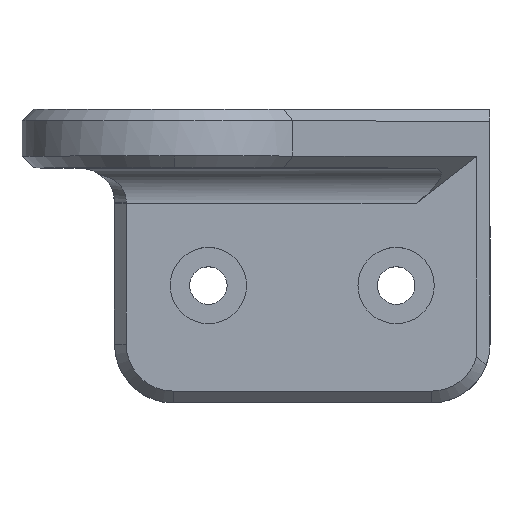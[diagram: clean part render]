
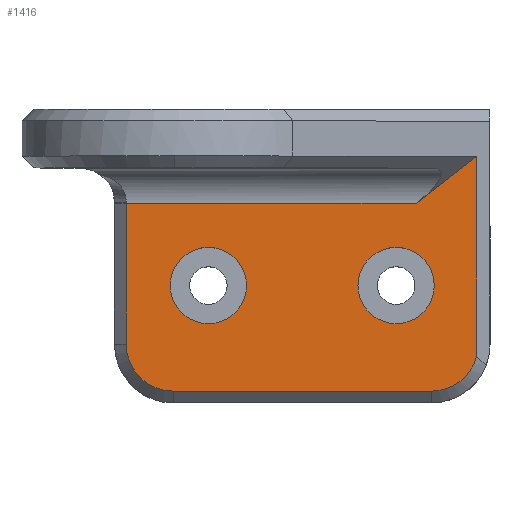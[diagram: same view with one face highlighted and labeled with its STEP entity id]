
A CAD part, top view. The second image highlights one B-rep face of the part: STEP entity #1416.
In plain terms, the highlighted planar face has unit normal (0, 0, 1).
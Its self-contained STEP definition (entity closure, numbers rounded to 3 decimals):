
#7 = DIRECTION ( 'NONE',  ( -0.79, -0.613, 0. ) ) ;
#37 = CARTESIAN_POINT ( 'NONE',  ( -16., 5.5, 6.4 ) ) ;
#41 = ORIENTED_EDGE ( 'NONE', *, *, #1285, .F. ) ;
#65 = CARTESIAN_POINT ( 'NONE',  ( -8., -1.5, 6.4 ) ) ;
#66 = VERTEX_POINT ( 'NONE', #1504 ) ;
#83 = CIRCLE ( 'NONE', #1194, 3.25 ) ;
#103 = CARTESIAN_POINT ( 'NONE',  ( 8., -1.5, 6.4 ) ) ;
#104 = ORIENTED_EDGE ( 'NONE', *, *, #1261, .T. ) ;
#120 = EDGE_CURVE ( 'NONE', #417, #1309, #852, .T. ) ;
#138 = ORIENTED_EDGE ( 'NONE', *, *, #165, .F. ) ;
#139 = DIRECTION ( 'NONE',  ( 0., 0., 1. ) ) ;
#145 = VERTEX_POINT ( 'NONE', #1306 ) ;
#157 = DIRECTION ( 'NONE',  ( 0., -1., 0. ) ) ;
#163 = ORIENTED_EDGE ( 'NONE', *, *, #582, .T. ) ;
#165 = EDGE_CURVE ( 'NONE', #648, #989, #614, .T. ) ;
#180 = EDGE_CURVE ( 'NONE', #66, #989, #998, .T. ) ;
#187 = EDGE_CURVE ( 'NONE', #145, #417, #958, .T. ) ;
#188 = CARTESIAN_POINT ( 'NONE',  ( -11., -6.5, 6.4 ) ) ;
#209 = DIRECTION ( 'NONE',  ( 1., 0., 0. ) ) ;
#211 = VECTOR ( 'NONE', #729, 1000. ) ;
#215 = CARTESIAN_POINT ( 'NONE',  ( -4.75, -1.5, 6.4 ) ) ;
#233 = CARTESIAN_POINT ( 'NONE',  ( 4.75, -1.5, 6.4 ) ) ;
#242 = CARTESIAN_POINT ( 'NONE',  ( 0., 0., 6.4 ) ) ;
#266 = DIRECTION ( 'NONE',  ( 0., 0., 1. ) ) ;
#274 = DIRECTION ( 'NONE',  ( 0., -1., 0. ) ) ;
#303 = ORIENTED_EDGE ( 'NONE', *, *, #120, .T. ) ;
#307 = CARTESIAN_POINT ( 'NONE',  ( 8., -1.5, 6.4 ) ) ;
#326 = VECTOR ( 'NONE', #274, 1000. ) ;
#328 = VECTOR ( 'NONE', #703, 1000. ) ;
#356 = CARTESIAN_POINT ( 'NONE',  ( -15., -6.5, 6.4 ) ) ;
#369 = CARTESIAN_POINT ( 'NONE',  ( 11., -10.5, 6.4 ) ) ;
#413 = EDGE_LOOP ( 'NONE', ( #572, #836 ) ) ;
#417 = VERTEX_POINT ( 'NONE', #356 ) ;
#432 = FACE_OUTER_BOUND ( 'NONE', #1332, .T. ) ;
#437 = DIRECTION ( 'NONE',  ( 0., 0., 1. ) ) ;
#456 = DIRECTION ( 'NONE',  ( 1., 0., 0. ) ) ;
#461 = LINE ( 'NONE', #369, #328 ) ;
#487 = CARTESIAN_POINT ( 'NONE',  ( 14.863, -7.538, 6.4 ) ) ;
#502 = CIRCLE ( 'NONE', #1002, 3.25 ) ;
#509 = DIRECTION ( 'NONE',  ( -1., 0., 0. ) ) ;
#547 = AXIS2_PLACEMENT_3D ( 'NONE', #1156, #139, #710 ) ;
#562 = EDGE_CURVE ( 'NONE', #702, #1490, #83, .T. ) ;
#567 = DIRECTION ( 'NONE',  ( -1., 0., 0. ) ) ;
#572 = ORIENTED_EDGE ( 'NONE', *, *, #1468, .F. ) ;
#582 = EDGE_CURVE ( 'NONE', #1309, #66, #461, .T. ) ;
#589 = EDGE_CURVE ( 'NONE', #648, #1516, #921, .T. ) ;
#614 = LINE ( 'NONE', #1083, #326 ) ;
#640 = CIRCLE ( 'NONE', #1327, 3.25 ) ;
#648 = VERTEX_POINT ( 'NONE', #802 ) ;
#657 = ORIENTED_EDGE ( 'NONE', *, *, #180, .T. ) ;
#662 = FACE_BOUND ( 'NONE', #413, .T. ) ;
#687 = ORIENTED_EDGE ( 'NONE', *, *, #589, .T. ) ;
#702 = VERTEX_POINT ( 'NONE', #233 ) ;
#703 = DIRECTION ( 'NONE',  ( 1., 0., 0. ) ) ;
#706 = EDGE_CURVE ( 'NONE', #972, #953, #1075, .T. ) ;
#710 = DIRECTION ( 'NONE',  ( 1., 0., 0. ) ) ;
#720 = DIRECTION ( 'NONE',  ( -1., 0., 0. ) ) ;
#726 = CARTESIAN_POINT ( 'NONE',  ( 11.25, -1.5, 6.4 ) ) ;
#728 = CARTESIAN_POINT ( 'NONE',  ( 11., -6.5, 6.4 ) ) ;
#729 = DIRECTION ( 'NONE',  ( -1., 0., 0. ) ) ;
#802 = CARTESIAN_POINT ( 'NONE',  ( 14.863, 9.5, 6.4 ) ) ;
#836 = ORIENTED_EDGE ( 'NONE', *, *, #562, .F. ) ;
#852 = CIRCLE ( 'NONE', #1047, 4. ) ;
#856 = CARTESIAN_POINT ( 'NONE',  ( 9.71, 5.5, 6.4 ) ) ;
#921 = LINE ( 'NONE', #930, #1216 ) ;
#930 = CARTESIAN_POINT ( 'NONE',  ( 0.987, -1.271, 6.4 ) ) ;
#931 = AXIS2_PLACEMENT_3D ( 'NONE', #242, #1033, #567 ) ;
#953 = VERTEX_POINT ( 'NONE', #215 ) ;
#958 = LINE ( 'NONE', #1200, #1499 ) ;
#972 = VERTEX_POINT ( 'NONE', #1495 ) ;
#989 = VERTEX_POINT ( 'NONE', #487 ) ;
#993 = DIRECTION ( 'NONE',  ( 0., 0., 1. ) ) ;
#998 = CIRCLE ( 'NONE', #1295, 4. ) ;
#1002 = AXIS2_PLACEMENT_3D ( 'NONE', #65, #993, #1231 ) ;
#1010 = CARTESIAN_POINT ( 'NONE',  ( -11., -10.5, 6.4 ) ) ;
#1033 = DIRECTION ( 'NONE',  ( 0., 0., -1. ) ) ;
#1047 = AXIS2_PLACEMENT_3D ( 'NONE', #188, #266, #720 ) ;
#1072 = DIRECTION ( 'NONE',  ( 0., 0., 1. ) ) ;
#1073 = LINE ( 'NONE', #37, #211 ) ;
#1075 = CIRCLE ( 'NONE', #547, 3.25 ) ;
#1076 = ORIENTED_EDGE ( 'NONE', *, *, #187, .T. ) ;
#1083 = CARTESIAN_POINT ( 'NONE',  ( 14.863, 0., 6.4 ) ) ;
#1134 = PLANE ( 'NONE',  #931 ) ;
#1156 = CARTESIAN_POINT ( 'NONE',  ( -8., -1.5, 6.4 ) ) ;
#1173 = ORIENTED_EDGE ( 'NONE', *, *, #706, .F. ) ;
#1194 = AXIS2_PLACEMENT_3D ( 'NONE', #307, #437, #209 ) ;
#1200 = CARTESIAN_POINT ( 'NONE',  ( -15., 0., 6.4 ) ) ;
#1216 = VECTOR ( 'NONE', #7, 1000. ) ;
#1231 = DIRECTION ( 'NONE',  ( 1., 0., 0. ) ) ;
#1239 = FACE_BOUND ( 'NONE', #1444, .T. ) ;
#1261 = EDGE_CURVE ( 'NONE', #1516, #145, #1073, .T. ) ;
#1285 = EDGE_CURVE ( 'NONE', #953, #972, #502, .T. ) ;
#1295 = AXIS2_PLACEMENT_3D ( 'NONE', #728, #1072, #509 ) ;
#1306 = CARTESIAN_POINT ( 'NONE',  ( -15., 5.5, 6.4 ) ) ;
#1309 = VERTEX_POINT ( 'NONE', #1010 ) ;
#1327 = AXIS2_PLACEMENT_3D ( 'NONE', #103, #1378, #456 ) ;
#1332 = EDGE_LOOP ( 'NONE', ( #104, #1076, #303, #163, #657, #138, #687 ) ) ;
#1378 = DIRECTION ( 'NONE',  ( 0., 0., 1. ) ) ;
#1416 = ADVANCED_FACE ( 'NONE', ( #432, #1239, #662 ), #1134, .F. ) ;
#1444 = EDGE_LOOP ( 'NONE', ( #41, #1173 ) ) ;
#1468 = EDGE_CURVE ( 'NONE', #1490, #702, #640, .T. ) ;
#1490 = VERTEX_POINT ( 'NONE', #726 ) ;
#1495 = CARTESIAN_POINT ( 'NONE',  ( -11.25, -1.5, 6.4 ) ) ;
#1499 = VECTOR ( 'NONE', #157, 1000. ) ;
#1504 = CARTESIAN_POINT ( 'NONE',  ( 11., -10.5, 6.4 ) ) ;
#1516 = VERTEX_POINT ( 'NONE', #856 ) ;
